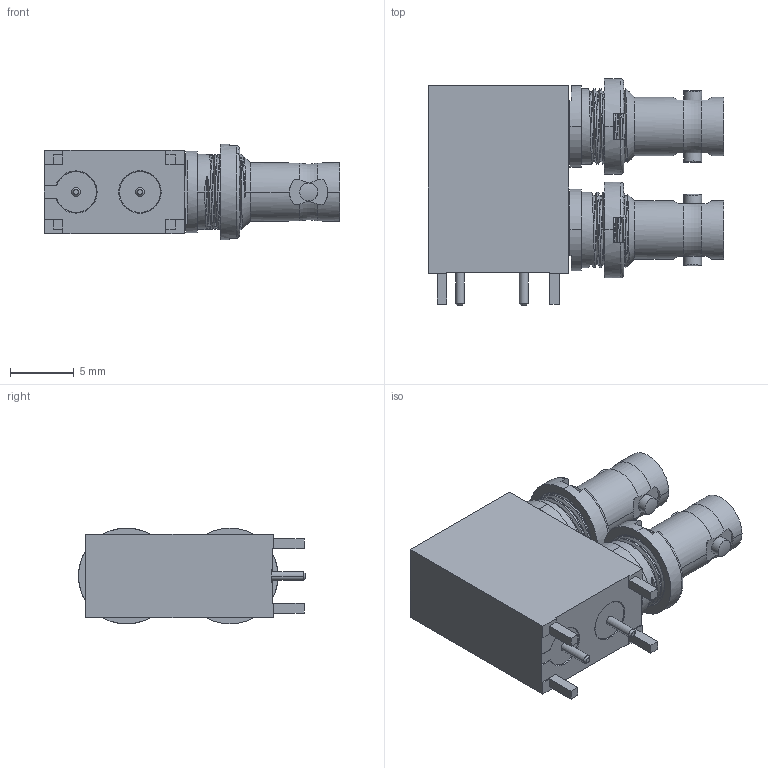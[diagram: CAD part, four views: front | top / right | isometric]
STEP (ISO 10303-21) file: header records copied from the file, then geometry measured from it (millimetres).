
FILE_DESCRIPTION((''),'2;1');
FILE_NAME('34-1131-12G_SW0001','2020-04-24T',('karthik'),(''),'CREO PARAMETRIC BY PTC INC, 2018360','CREO PARAMETRIC BY PTC INC, 2018360','');
FILE_SCHEMA(('CONFIG_CONTROL_DESIGN'));
Length unit declared in the file: millimetre
Products named in the file (1): 34-1131-12G_SW0001
Bounding box: 23.15 x 17.75 x 7.5 mm (x, y, z)
Volume: 1511 mm3; surface area: 1500.9 mm2
Topology: 1 solids, 1 shells, 284 faces, 790 edges, 514 vertices
Faces by surface type: plane 100, cylinder 96, cone 40, bspline 38, torus 8, extrusion 2
Entity records: 23477 total; most frequent: CARTESIAN_POINT 16629, ORIENTED_EDGE 1572, DIRECTION 1197, EDGE_CURVE 786, VERTEX_POINT 514, AXIS2_PLACEMENT_3D 440, VECTOR 317, LINE 315
